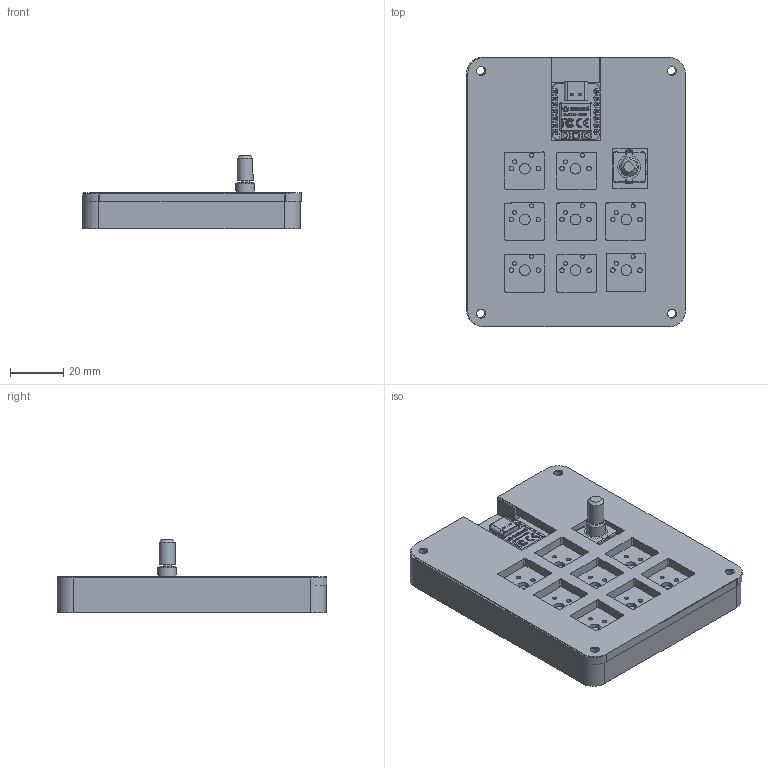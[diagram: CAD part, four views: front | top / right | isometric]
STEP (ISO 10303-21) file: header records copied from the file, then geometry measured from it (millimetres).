
FILE_DESCRIPTION(/* description */ (''),/* implementation_level */ '2;1');
FILE_NAME(/* name */ 'Macropad with components.step',/* time_stamp */ '2025-12-29T11:58:41-03:00',/* author */ (''),/* organization */ (''),/* preprocessor_version */ 'ST-DEVELOPER v20.1',/* originating_system */ 'Autodesk Translation Framework v14.21.0.0',/* authorisation */ '');
FILE_SCHEMA (('AUTOMOTIVE_DESIGN { 1 0 10303 214 3 1 1 }'));
Products named in the file (2): 2025-12-27-11-27-53-282; 2025-12-27-11-28-39-395
Bounding box: 82.04 x 101.25 x 27.5 mm (x, y, z)
Volume: 84244.7 mm3; surface area: 53255.2 mm2
Topology: 95 solids, 95 shells, 2144 faces, 5563 edges, 3615 vertices
Faces by surface type: plane 1266, bspline 428, cylinder 406, sphere 20, torus 16, cone 8
Full cylindrical faces by diameter (mm): 0.4 x1, 0.5 x2, 0.8 x14, 0.889 x14, 1 x5, 1.5 x18, 1.7 x16, 2 x1, 3 x2, 3.4 x8, 4 x8, 6 x5, 7 x1
Entity records: 70133 total; most frequent: CARTESIAN_POINT 19148, ORIENTED_EDGE 11104, DIRECTION 9064, EDGE_CURVE 5552, LINE 3846, VECTOR 3846, VERTEX_POINT 3615, AXIS2_PLACEMENT_3D 2609
